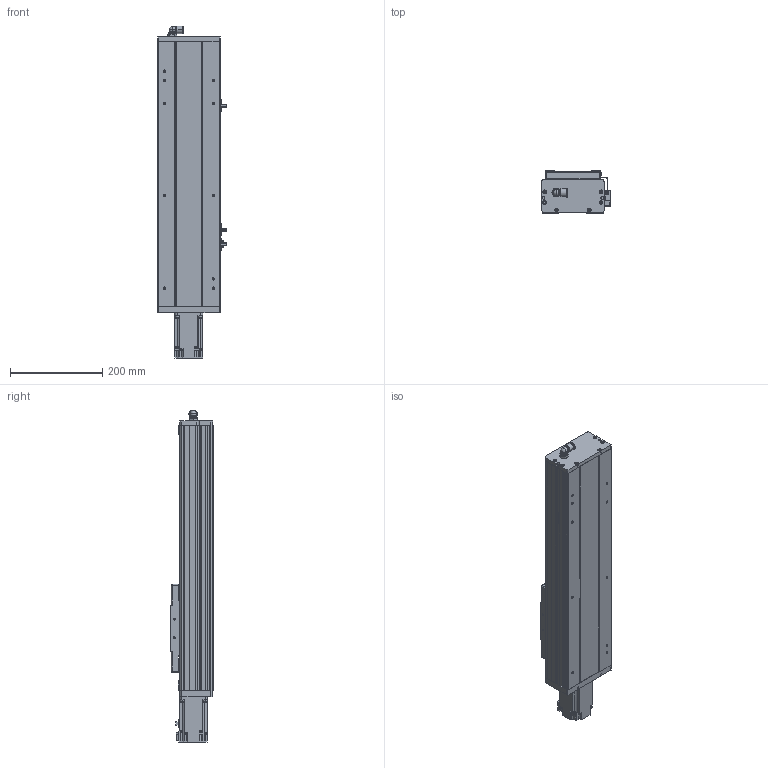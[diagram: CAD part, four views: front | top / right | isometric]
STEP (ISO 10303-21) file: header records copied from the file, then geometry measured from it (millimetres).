
FILE_DESCRIPTION (( 'STEP AP203' ), '1' );
FILE_NAME ('YSC135G-4P-MS-300.step', '2021-01-18T09:03:57', ( '' ), ( '' ), 'SwSTEP 2.0', 'SolidWorks 2017', '' );
FILE_SCHEMA (( 'CONFIG_CONTROL_DESIGN' ));
Length unit declared in the file: millimetre
Products named in the file (9): AP-SC-13503-MS-4P; YSC135G-4P-MS-300; AP-SC-13505-MS-4P; AP-SC-13508-MS-4P; AP-SC-13501-500-MS-4P; AP-SC-13507-MS-4P_MSELL10-1; AP-SC-13504-MS-4P; AP-SC-13506-MS-4P; AP-SC-13502-MS-4P
Assembly tree (10 placements, depth 2):
  YSC135G-4P-MS-300
    AP-SC-13505-MS-4P
    AP-SC-13508-MS-4P
    AP-SC-13507-MS-4P_MSELL10-1
    AP-SC-13502-MS-4P  x3
    AP-SC-13504-MS-4P
    AP-SC-13503-MS-4P
    AP-SC-13501-500-MS-4P
    AP-SC-13506-MS-4P
Bounding box: 148.7 x 91 x 719.05 mm (x, y, z)
Volume: 2469367.9 mm3; surface area: 739290.5 mm2
Topology: 13 solids, 27 shells, 1218 faces, 3111 edges, 1973 vertices
Faces by surface type: plane 650, cylinder 393, cone 145, torus 16, sphere 10, bspline 4
Entity records: 34082 total; most frequent: CARTESIAN_POINT 6027, DIRECTION 5866, ORIENTED_EDGE 5388, EDGE_CURVE 2747, AXIS2_PLACEMENT_3D 2072, VERTEX_POINT 1763, VECTOR 1722, LINE 1722
